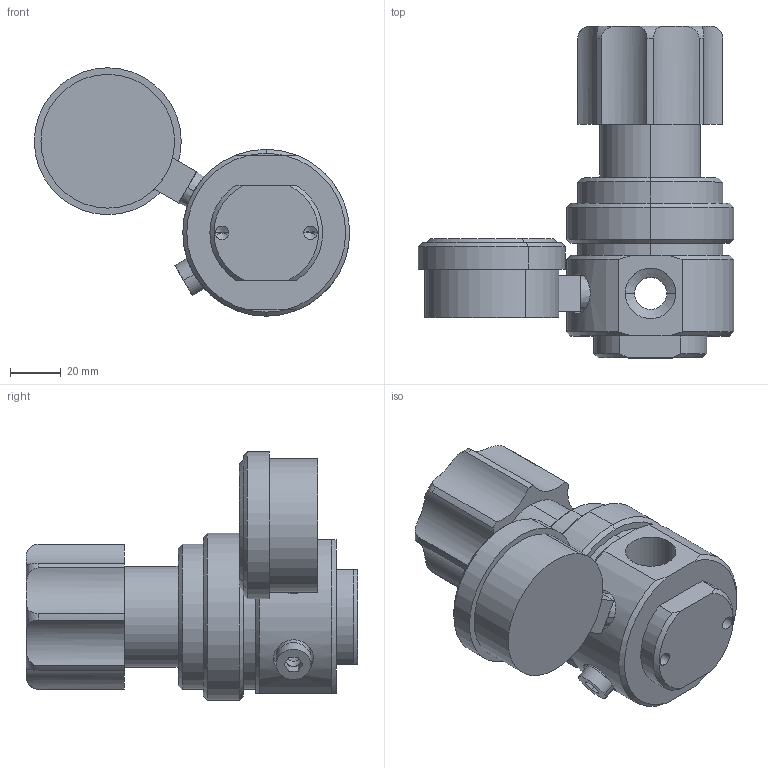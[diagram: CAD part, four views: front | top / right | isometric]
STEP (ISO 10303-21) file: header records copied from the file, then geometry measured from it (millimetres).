
FILE_DESCRIPTION((''),'2;1');
FILE_NAME('M3200_ASM','2019-03-08T',('dlachman'),('MATHESON TRI-GAS'),'CREO PARAMETRIC BY PTC INC, 2018220','CREO PARAMETRIC BY PTC INC, 2018220','');
FILE_SCHEMA(('CONFIG_CONTROL_DESIGN'));
Length unit declared in the file: inch
Products named in the file (4): MREG-0489-XX; MGAG-0003-SA; MPLU-0074-SA; M3200_ASM
Assembly tree (3 placements, depth 2):
  M3200_ASM
    MREG-0489-XX
    MGAG-0003-SA
    MPLU-0074-SA
Bounding box: 124.32 x 130.81 x 97.92 mm (x, y, z)
Volume: 370555 mm3; surface area: 49452.5 mm2
Topology: 3 solids, 3 shells, 147 faces, 358 edges, 223 vertices
Faces by surface type: cylinder 58, plane 41, cone 40, torus 8
Entity records: 4808 total; most frequent: CARTESIAN_POINT 1225, DIRECTION 771, ORIENTED_EDGE 704, EDGE_CURVE 352, AXIS2_PLACEMENT_3D 316, VERTEX_POINT 223, EDGE_LOOP 165, CIRCLE 162
